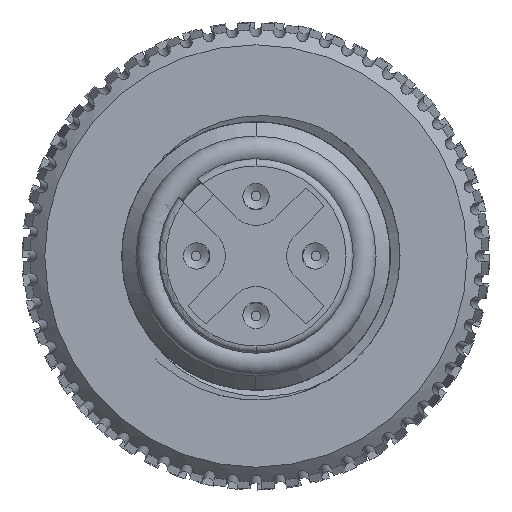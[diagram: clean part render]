
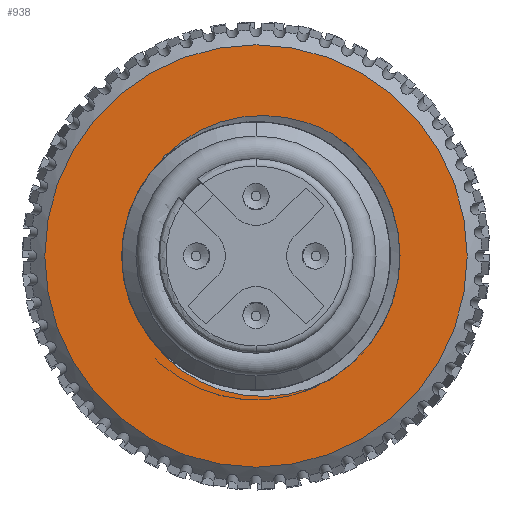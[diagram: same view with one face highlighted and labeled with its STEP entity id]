
A CAD part, left-side view. The second image highlights one B-rep face of the part: STEP entity #938.
In plain terms, the highlighted planar face has unit normal (-1, 0, 0).
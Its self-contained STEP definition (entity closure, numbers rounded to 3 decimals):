
#938=ADVANCED_FACE('',(#2041,#2042),#1448,.F.);
#1448=PLANE('',#9407);
#1811=B_SPLINE_CURVE_WITH_KNOTS('',3,(#16138,#16139,#16140,#16141,#16142,
#16143),.UNSPECIFIED.,.F.,.F.,(4,2,4),(0.,0.5,1.),.UNSPECIFIED.);
#1812=B_SPLINE_CURVE_WITH_KNOTS('',3,(#16147,#16148,#16149,#16150,#16151,
#16152),.UNSPECIFIED.,.F.,.F.,(4,2,4),(0.,0.5,1.),.UNSPECIFIED.);
#2041=FACE_BOUND('',#2140,.T.);
#2042=FACE_BOUND('',#2141,.T.);
#2140=EDGE_LOOP('',(#4104,#4105,#4106,#4107));
#2141=EDGE_LOOP('',(#4108));
#4104=ORIENTED_EDGE('',*,*,#7711,.T.);
#4105=ORIENTED_EDGE('',*,*,#7712,.T.);
#4106=ORIENTED_EDGE('',*,*,#7713,.F.);
#4107=ORIENTED_EDGE('',*,*,#7714,.T.);
#4108=ORIENTED_EDGE('',*,*,#7715,.T.);
#6792=VERTEX_POINT('',#16136);
#6793=VERTEX_POINT('',#16137);
#6794=VERTEX_POINT('',#16144);
#6795=VERTEX_POINT('',#16146);
#6796=VERTEX_POINT('',#16154);
#7711=EDGE_CURVE('',#6792,#6793,#8907,.T.);
#7712=EDGE_CURVE('',#6793,#6794,#1811,.T.);
#7713=EDGE_CURVE('',#6795,#6794,#8908,.T.);
#7714=EDGE_CURVE('',#6795,#6792,#1812,.T.);
#7715=EDGE_CURVE('',#6796,#6796,#8909,.T.);
#8907=CIRCLE('',#9404,6.);
#8908=CIRCLE('',#9405,5.6);
#8909=CIRCLE('',#9406,8.8);
#9404=AXIS2_PLACEMENT_3D('',#16135,#10678,#10679);
#9405=AXIS2_PLACEMENT_3D('',#16145,#10680,#10681);
#9406=AXIS2_PLACEMENT_3D('',#16153,#10682,#10683);
#9407=AXIS2_PLACEMENT_3D('',#16155,#10684,#10685);
#10678=DIRECTION('',(1.,0.,0.));
#10679=DIRECTION('',(0.,0.,-1.));
#10680=DIRECTION('',(-1.,0.,0.));
#10681=DIRECTION('',(0.,0.,-1.));
#10682=DIRECTION('',(-1.,0.,0.));
#10683=DIRECTION('',(0.,0.,-1.));
#10684=DIRECTION('',(1.,0.,0.));
#10685=DIRECTION('',(0.,0.,1.));
#16135=CARTESIAN_POINT('',(5.5,0.,0.));
#16136=CARTESIAN_POINT('',(5.5,-3.133,5.117));
#16137=CARTESIAN_POINT('',(5.5,-3.133,-5.117));
#16138=CARTESIAN_POINT('',(5.5,-3.133,-5.117));
#16139=CARTESIAN_POINT('',(5.5,-1.893,-5.8));
#16140=CARTESIAN_POINT('',(5.5,-0.416,-6.019));
#16141=CARTESIAN_POINT('',(5.5,2.313,-5.432));
#16142=CARTESIAN_POINT('',(5.5,3.572,-4.625));
#16143=CARTESIAN_POINT('',(5.5,4.394,-3.472));
#16144=CARTESIAN_POINT('',(5.5,4.394,-3.472));
#16145=CARTESIAN_POINT('',(5.5,0.,0.));
#16146=CARTESIAN_POINT('',(5.5,4.394,3.472));
#16147=CARTESIAN_POINT('',(5.5,4.394,3.472));
#16148=CARTESIAN_POINT('',(5.5,3.572,4.625));
#16149=CARTESIAN_POINT('',(5.5,2.312,5.433));
#16150=CARTESIAN_POINT('',(5.5,-0.419,6.019));
#16151=CARTESIAN_POINT('',(5.5,-1.893,5.8));
#16152=CARTESIAN_POINT('',(5.5,-3.133,5.117));
#16153=CARTESIAN_POINT('',(5.5,0.,0.));
#16154=CARTESIAN_POINT('',(5.5,0.,-8.8));
#16155=CARTESIAN_POINT('',(5.5,0.,0.));
